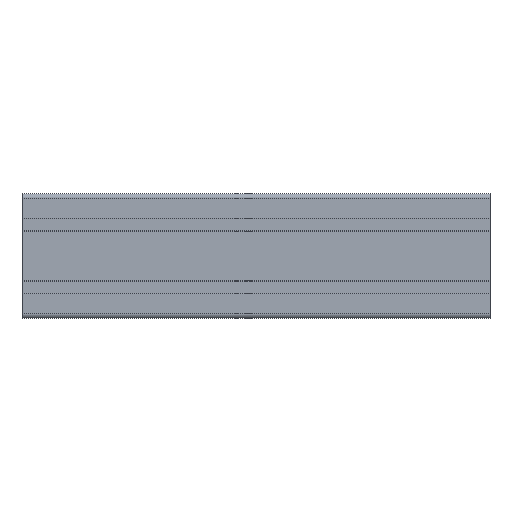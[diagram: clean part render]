
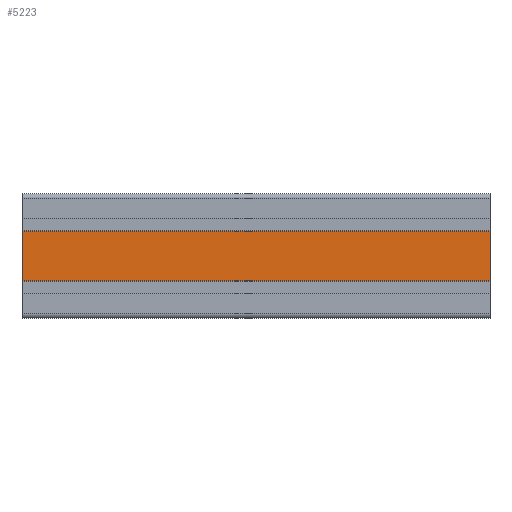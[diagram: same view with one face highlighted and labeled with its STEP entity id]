
A CAD part, left-side view. The second image highlights one B-rep face of the part: STEP entity #5223.
In plain terms, the highlighted face is planar.
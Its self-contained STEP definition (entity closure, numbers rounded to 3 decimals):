
#110 = VERTEX_POINT ( 'NONE', #1310 ) ;
#119 = VERTEX_POINT ( 'NONE', #1331 ) ;
#128 = VERTEX_POINT ( 'NONE', #1334 ) ;
#131 = VERTEX_POINT ( 'NONE', #1319 ) ;
#375 = EDGE_LOOP ( 'NONE', ( #3207, #3194, #3202, #3212 ) ) ;
#1310 = CARTESIAN_POINT ( 'NONE',  ( 40., -15.9, 0. ) ) ;
#1319 = CARTESIAN_POINT ( 'NONE',  ( 40., 15.9, 0. ) ) ;
#1331 = CARTESIAN_POINT ( 'NONE',  ( 40., 15.9, -300. ) ) ;
#1334 = CARTESIAN_POINT ( 'NONE',  ( 40., -15.9, -300. ) ) ;
#2440 = LINE ( 'NONE', #2448, #4600 ) ;
#2448 = CARTESIAN_POINT ( 'NONE',  ( 40., 15.9, -300. ) ) ;
#2460 = DIRECTION ( 'NONE',  ( 0., 0., 1. ) ) ;
#2497 = DIRECTION ( 'NONE',  ( 0., 1., 0. ) ) ;
#2502 = LINE ( 'NONE', #2517, #4590 ) ;
#2517 = CARTESIAN_POINT ( 'NONE',  ( 40., -15.9, 0. ) ) ;
#2593 = LINE ( 'NONE', #2637, #4694 ) ;
#2615 = DIRECTION ( 'NONE',  ( 0., 1., 0. ) ) ;
#2616 = CARTESIAN_POINT ( 'NONE',  ( 40., -15.9, -300. ) ) ;
#2625 = LINE ( 'NONE', #2616, #4675 ) ;
#2637 = CARTESIAN_POINT ( 'NONE',  ( 40., -15.9, -300. ) ) ;
#2677 = DIRECTION ( 'NONE',  ( 0., 0., 1. ) ) ;
#3194 = ORIENTED_EDGE ( 'NONE', *, *, #6052, .F. ) ;
#3202 = ORIENTED_EDGE ( 'NONE', *, *, #6038, .T. ) ;
#3207 = ORIENTED_EDGE ( 'NONE', *, *, #6014, .F. ) ;
#3212 = ORIENTED_EDGE ( 'NONE', *, *, #5997, .T. ) ;
#3628 = AXIS2_PLACEMENT_3D ( 'NONE', #4381, #4369, #4374 ) ;
#4368 = PLANE ( 'NONE',  #3628 ) ;
#4369 = DIRECTION ( 'NONE',  ( 1., 0., 0. ) ) ;
#4374 = DIRECTION ( 'NONE',  ( 0., 0., -1. ) ) ;
#4381 = CARTESIAN_POINT ( 'NONE',  ( 40., -15.9, -300. ) ) ;
#4392 = FACE_OUTER_BOUND ( 'NONE', #375, .T. ) ;
#4590 = VECTOR ( 'NONE', #2497, 1000. ) ;
#4600 = VECTOR ( 'NONE', #2460, 1000. ) ;
#4675 = VECTOR ( 'NONE', #2615, 1000. ) ;
#4694 = VECTOR ( 'NONE', #2677, 1000. ) ;
#5223 = ADVANCED_FACE ( 'PLANAR_50', ( #4392 ), #4368, .T. ) ;
#5997 = EDGE_CURVE ( 'NONE', #119, #131, #2440, .T. ) ;
#6014 = EDGE_CURVE ( 'NONE', #110, #131, #2502, .T. ) ;
#6038 = EDGE_CURVE ( 'NONE', #128, #119, #2625, .T. ) ;
#6052 = EDGE_CURVE ( 'NONE', #128, #110, #2593, .T. ) ;
